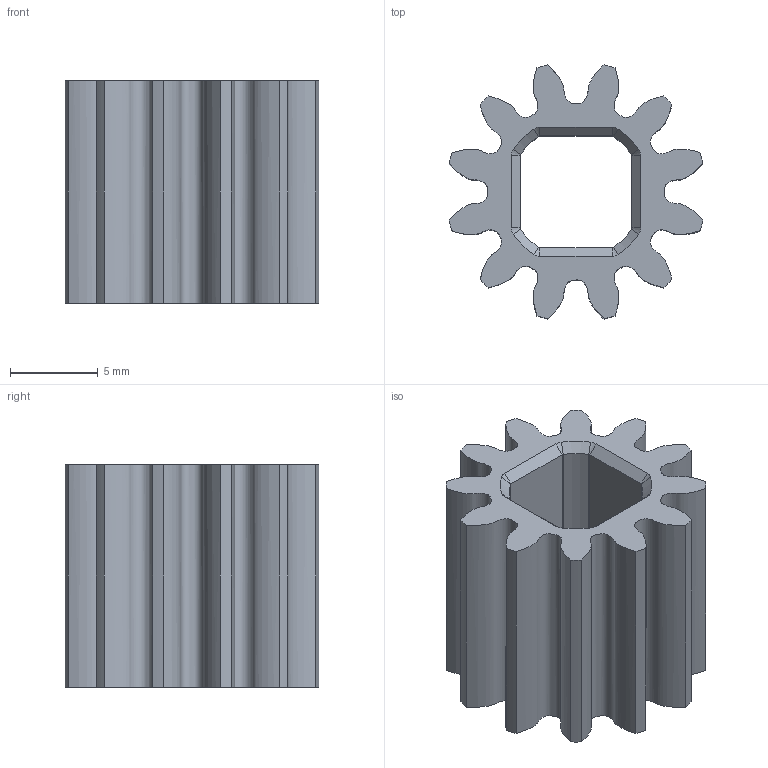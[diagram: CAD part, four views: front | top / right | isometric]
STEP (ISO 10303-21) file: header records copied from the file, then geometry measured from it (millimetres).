
FILE_DESCRIPTION (( 'STEP AP214' ), '1' );
FILE_NAME ('276-2250-008 Rev3.STEP', '2015-09-21T15:59:42', ( '' ), ( '' ), 'SwSTEP 2.0', 'SolidWorks 2015', '' );
FILE_SCHEMA (( 'AUTOMOTIVE_DESIGN' ));
Length unit declared in the file: millimetre
Products named in the file (1): 276-2250-008 Rev3
Bounding box: 14.47 x 14.47 x 12.7 mm (x, y, z)
Volume: 1112.4 mm3; surface area: 1436.6 mm2
Topology: 1 solids, 1 shells, 74 faces, 184 edges, 112 vertices
Faces by surface type: cylinder 24, cone 24, plane 14, bspline 12
Entity records: 7910 total; most frequent: CARTESIAN_POINT 6143, ORIENTED_EDGE 368, DIRECTION 358, EDGE_CURVE 184, AXIS2_PLACEMENT_3D 135, VERTEX_POINT 112, LINE 88, VECTOR 88
